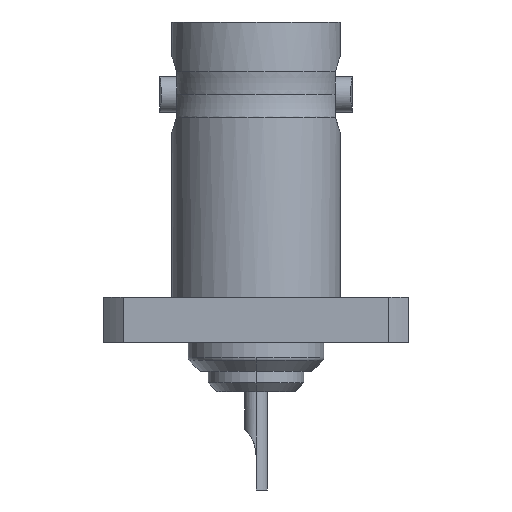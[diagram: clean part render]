
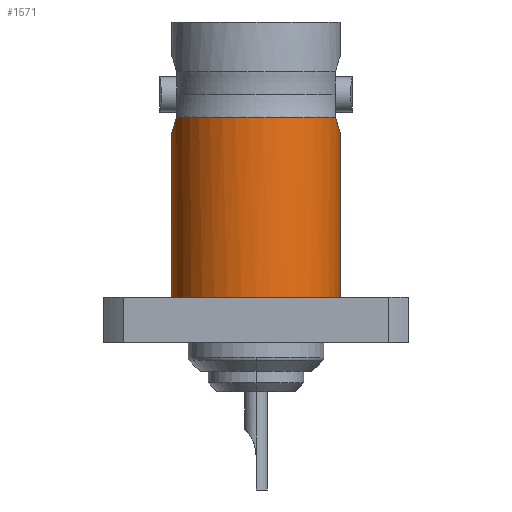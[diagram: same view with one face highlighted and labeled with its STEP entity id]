
A CAD part, left-side view. The second image highlights one B-rep face of the part: STEP entity #1571.
In plain terms, the highlighted cylindrical face has radius 4.84 mm (diameter 9.68 mm), a partial arc.
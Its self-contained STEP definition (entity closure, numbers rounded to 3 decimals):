
#8 = CARTESIAN_POINT ( 'NONE',  ( -1.602, 4.567, -5.455 ) ) ;
#27 = CARTESIAN_POINT ( 'NONE',  ( -0.786, 4.778, -6.199 ) ) ;
#59 = VECTOR ( 'NONE', #4024, 1000. ) ;
#81 = CARTESIAN_POINT ( 'NONE',  ( 0., 4.84, -15.8 ) ) ;
#177 = CARTESIAN_POINT ( 'NONE',  ( -1.602, -4.567, -5.455 ) ) ;
#279 = EDGE_CURVE ( 'NONE', #1643, #4126, #2902, .T. ) ;
#363 = CARTESIAN_POINT ( 'NONE',  ( -0.324, 4.832, -6.353 ) ) ;
#373 = VECTOR ( 'NONE', #2707, 1000. ) ;
#421 = B_SPLINE_CURVE_WITH_KNOTS ( 'NONE', 3,
 ( #8, #2294, #1653, #4015, #1989, #27, #2320, #363, #2664, #683 ),
 .UNSPECIFIED., .F., .F.,
 ( 4, 2, 2, 2, 4 ),
 ( 0., 0.001, 0.001, 0.002, 0.002 ),
 .UNSPECIFIED. ) ;
#538 = AXIS2_PLACEMENT_3D ( 'NONE', #2676, #696, #3018 ) ;
#539 = AXIS2_PLACEMENT_3D ( 'NONE', #3296, #763, #1416 ) ;
#625 = VERTEX_POINT ( 'NONE', #3899 ) ;
#648 = AXIS2_PLACEMENT_3D ( 'NONE', #3959, #1932, #4289 ) ;
#683 = CARTESIAN_POINT ( 'NONE',  ( 0., 4.84, -6.375 ) ) ;
#696 = DIRECTION ( 'NONE',  ( 0., 0., 1. ) ) ;
#707 = EDGE_CURVE ( 'NONE', #4126, #2060, #2096, .T. ) ;
#763 = DIRECTION ( 'NONE',  ( 0., 0., 1. ) ) ;
#825 = CARTESIAN_POINT ( 'NONE',  ( 0., -4.84, -6.375 ) ) ;
#891 = VERTEX_POINT ( 'NONE', #1280 ) ;
#928 = LINE ( 'NONE', #2658, #59 ) ;
#989 = ORIENTED_EDGE ( 'NONE', *, *, #279, .T. ) ;
#1053 = CARTESIAN_POINT ( 'NONE',  ( 0., -4.84, 3.807 ) ) ;
#1175 = ORIENTED_EDGE ( 'NONE', *, *, #2990, .F. ) ;
#1280 = CARTESIAN_POINT ( 'NONE',  ( -1.602, 4.567, -5.455 ) ) ;
#1416 = DIRECTION ( 'NONE',  ( 0., -1., 0. ) ) ;
#1571 = ADVANCED_FACE ( 'NONE', ( #3151 ), #2726, .T. ) ;
#1580 = ORIENTED_EDGE ( 'NONE', *, *, #707, .T. ) ;
#1604 = VERTEX_POINT ( 'NONE', #81 ) ;
#1643 = VERTEX_POINT ( 'NONE', #2030 ) ;
#1653 = CARTESIAN_POINT ( 'NONE',  ( -1.415, 4.63, -5.713 ) ) ;
#1883 = EDGE_LOOP ( 'NONE', ( #4108, #3166, #989, #1580, #1175, #4254 ) ) ;
#1932 = DIRECTION ( 'NONE',  ( 0., 0., 1. ) ) ;
#1989 = CARTESIAN_POINT ( 'NONE',  ( -1.059, 4.725, -6.037 ) ) ;
#2030 = CARTESIAN_POINT ( 'NONE',  ( 0., -4.84, -15.8 ) ) ;
#2060 = VERTEX_POINT ( 'NONE', #2397 ) ;
#2096 = B_SPLINE_CURVE_WITH_KNOTS ( 'NONE', 3,
 ( #2970, #2948, #2615, #2581, #2550, #2519, #2454, #4203, #3261, #177 ),
 .UNSPECIFIED., .F., .F.,
 ( 4, 2, 2, 2, 4 ),
 ( 0.002, 0.003, 0.003, 0.004, 0.004 ),
 .UNSPECIFIED. ) ;
#2294 = CARTESIAN_POINT ( 'NONE',  ( -1.515, 4.598, -5.59 ) ) ;
#2320 = CARTESIAN_POINT ( 'NONE',  ( -0.636, 4.801, -6.265 ) ) ;
#2397 = CARTESIAN_POINT ( 'NONE',  ( -1.602, -4.567, -5.455 ) ) ;
#2454 = CARTESIAN_POINT ( 'NONE',  ( -1.188, -4.693, -5.937 ) ) ;
#2519 = CARTESIAN_POINT ( 'NONE',  ( -1.06, -4.725, -6.037 ) ) ;
#2550 = CARTESIAN_POINT ( 'NONE',  ( -0.785, -4.778, -6.2 ) ) ;
#2581 = CARTESIAN_POINT ( 'NONE',  ( -0.635, -4.801, -6.265 ) ) ;
#2615 = CARTESIAN_POINT ( 'NONE',  ( -0.324, -4.832, -6.353 ) ) ;
#2658 = CARTESIAN_POINT ( 'NONE',  ( 0., 4.84, 3.807 ) ) ;
#2664 = CARTESIAN_POINT ( 'NONE',  ( -0.164, 4.84, -6.375 ) ) ;
#2676 = CARTESIAN_POINT ( 'NONE',  ( 0., 0., -5.455 ) ) ;
#2702 = EDGE_CURVE ( 'NONE', #1604, #625, #928, .T. ) ;
#2707 = DIRECTION ( 'NONE',  ( 0., 0., 1. ) ) ;
#2726 = CYLINDRICAL_SURFACE ( 'NONE', #539, 4.84 ) ;
#2902 = LINE ( 'NONE', #1053, #373 ) ;
#2931 = EDGE_CURVE ( 'NONE', #891, #625, #421, .T. ) ;
#2948 = CARTESIAN_POINT ( 'NONE',  ( -0.163, -4.84, -6.375 ) ) ;
#2970 = CARTESIAN_POINT ( 'NONE',  ( 0., -4.84, -6.375 ) ) ;
#2990 = EDGE_CURVE ( 'NONE', #891, #2060, #3617, .T. ) ;
#3018 = DIRECTION ( 'NONE',  ( 1., 0., 0. ) ) ;
#3151 = FACE_OUTER_BOUND ( 'NONE', #1883, .T. ) ;
#3166 = ORIENTED_EDGE ( 'NONE', *, *, #3514, .T. ) ;
#3261 = CARTESIAN_POINT ( 'NONE',  ( -1.515, -4.598, -5.59 ) ) ;
#3296 = CARTESIAN_POINT ( 'NONE',  ( 0., 0., 3.807 ) ) ;
#3514 = EDGE_CURVE ( 'NONE', #1604, #1643, #4034, .T. ) ;
#3617 = CIRCLE ( 'NONE', #538, 4.84 ) ;
#3899 = CARTESIAN_POINT ( 'NONE',  ( 0., 4.84, -6.375 ) ) ;
#3959 = CARTESIAN_POINT ( 'NONE',  ( 0., 0., -15.8 ) ) ;
#4015 = CARTESIAN_POINT ( 'NONE',  ( -1.187, 4.694, -5.938 ) ) ;
#4024 = DIRECTION ( 'NONE',  ( 0., 0., 1. ) ) ;
#4034 = CIRCLE ( 'NONE', #648, 4.84 ) ;
#4108 = ORIENTED_EDGE ( 'NONE', *, *, #2702, .F. ) ;
#4126 = VERTEX_POINT ( 'NONE', #825 ) ;
#4203 = CARTESIAN_POINT ( 'NONE',  ( -1.414, -4.63, -5.715 ) ) ;
#4254 = ORIENTED_EDGE ( 'NONE', *, *, #2931, .T. ) ;
#4289 = DIRECTION ( 'NONE',  ( 0., -1., 0. ) ) ;
